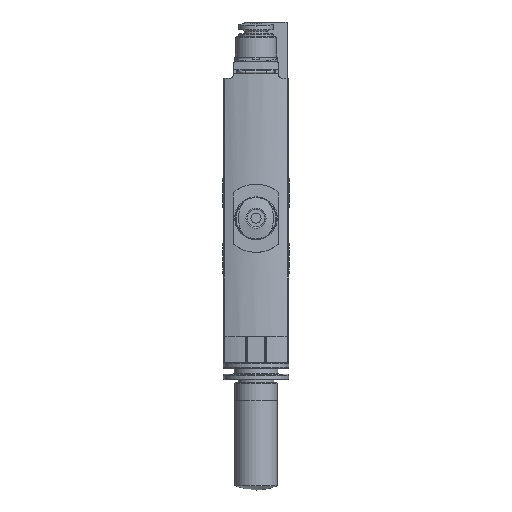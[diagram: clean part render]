
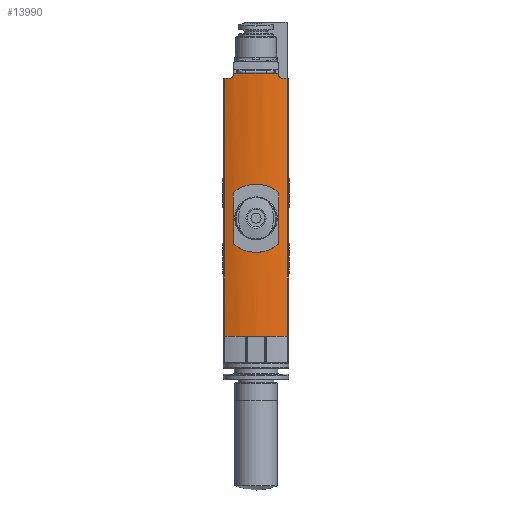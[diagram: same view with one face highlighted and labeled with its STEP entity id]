
A CAD part, front view. The second image highlights one B-rep face of the part: STEP entity #13990.
In plain terms, the highlighted cylindrical face has radius 21 mm (diameter 42 mm), a partial arc.
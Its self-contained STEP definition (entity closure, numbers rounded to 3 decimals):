
#157=B_SPLINE_CURVE_WITH_KNOTS('',3,(#19394,#19395,#19396,#19397,#19398,
#19399,#19400),.UNSPECIFIED.,.F.,.F.,(4,1,1,1,4),(0.,0.003,
0.006,0.008,0.011),
 .UNSPECIFIED.);
#158=B_SPLINE_CURVE_WITH_KNOTS('',3,(#19403,#19404,#19405,#19406),
 .UNSPECIFIED.,.F.,.F.,(4,4),(0.,0.),
 .UNSPECIFIED.);
#159=B_SPLINE_CURVE_WITH_KNOTS('',3,(#19410,#19411,#19412,#19413),
 .UNSPECIFIED.,.F.,.F.,(4,4),(0.,0.),.UNSPECIFIED.);
#160=B_SPLINE_CURVE_WITH_KNOTS('',3,(#19415,#19416,#19417,#19418,#19419,
#19420,#19421),.UNSPECIFIED.,.F.,.F.,(4,1,1,1,4),(0.,0.003,
0.006,0.008,0.011),
 .UNSPECIFIED.);
#161=B_SPLINE_CURVE_WITH_KNOTS('',3,(#19423,#19424,#19425,#19426),
 .UNSPECIFIED.,.F.,.F.,(4,4),(0.,0.),.UNSPECIFIED.);
#162=B_SPLINE_CURVE_WITH_KNOTS('',3,(#19430,#19431,#19432,#19433),
 .UNSPECIFIED.,.F.,.F.,(4,4),(0.,0.),.UNSPECIFIED.);
#163=B_SPLINE_CURVE_WITH_KNOTS('',3,(#19437,#19438,#19439,#19440,#19441),
 .UNSPECIFIED.,.F.,.F.,(4,1,4),(0.,0.001,
0.002),.UNSPECIFIED.);
#164=B_SPLINE_CURVE_WITH_KNOTS('',3,(#19453,#19454,#19455,#19456,#19457),
 .UNSPECIFIED.,.F.,.F.,(4,1,4),(0.,0.001,0.002),
 .UNSPECIFIED.);
#214=CYLINDRICAL_SURFACE('',#14698,21.);
#606=LINE('',#19408,#1538);
#607=LINE('',#19428,#1539);
#608=LINE('',#19445,#1540);
#609=LINE('',#19449,#1541);
#1538=VECTOR('',#16087,1000.);
#1539=VECTOR('',#16088,1000.);
#1540=VECTOR('',#16093,1000.);
#1541=VECTOR('',#16096,1000.);
#2525=ORIENTED_EDGE('',*,*,#5425,.T.);
#2526=ORIENTED_EDGE('',*,*,#5426,.T.);
#2527=ORIENTED_EDGE('',*,*,#5427,.T.);
#2528=ORIENTED_EDGE('',*,*,#5428,.T.);
#2529=ORIENTED_EDGE('',*,*,#5429,.T.);
#2530=ORIENTED_EDGE('',*,*,#5430,.T.);
#2531=ORIENTED_EDGE('',*,*,#5431,.T.);
#2532=ORIENTED_EDGE('',*,*,#5432,.T.);
#2533=ORIENTED_EDGE('',*,*,#5433,.F.);
#2534=ORIENTED_EDGE('',*,*,#5434,.F.);
#2535=ORIENTED_EDGE('',*,*,#5435,.F.);
#2536=ORIENTED_EDGE('',*,*,#5436,.T.);
#2537=ORIENTED_EDGE('',*,*,#5437,.T.);
#2538=ORIENTED_EDGE('',*,*,#5438,.F.);
#2539=ORIENTED_EDGE('',*,*,#5439,.F.);
#2540=ORIENTED_EDGE('',*,*,#5440,.F.);
#5425=EDGE_CURVE('',#6869,#6870,#157,.T.);
#5426=EDGE_CURVE('',#6870,#6871,#158,.T.);
#5427=EDGE_CURVE('',#6871,#6872,#606,.F.);
#5428=EDGE_CURVE('',#6872,#6873,#159,.T.);
#5429=EDGE_CURVE('',#6873,#6874,#160,.T.);
#5430=EDGE_CURVE('',#6874,#6875,#161,.T.);
#5431=EDGE_CURVE('',#6875,#6876,#607,.T.);
#5432=EDGE_CURVE('',#6876,#6869,#162,.T.);
#5433=EDGE_CURVE('',#6877,#6878,#7716,.T.);
#5434=EDGE_CURVE('',#6879,#6877,#163,.T.);
#5435=EDGE_CURVE('',#6880,#6879,#7717,.T.);
#5436=EDGE_CURVE('',#6880,#6881,#608,.T.);
#5437=EDGE_CURVE('',#6881,#6882,#7718,.T.);
#5438=EDGE_CURVE('',#6883,#6882,#609,.T.);
#5439=EDGE_CURVE('',#6884,#6883,#7719,.T.);
#5440=EDGE_CURVE('',#6878,#6884,#164,.T.);
#6869=VERTEX_POINT('',#19401);
#6870=VERTEX_POINT('',#19402);
#6871=VERTEX_POINT('',#19407);
#6872=VERTEX_POINT('',#19409);
#6873=VERTEX_POINT('',#19414);
#6874=VERTEX_POINT('',#19422);
#6875=VERTEX_POINT('',#19427);
#6876=VERTEX_POINT('',#19429);
#6877=VERTEX_POINT('',#19435);
#6878=VERTEX_POINT('',#19436);
#6879=VERTEX_POINT('',#19442);
#6880=VERTEX_POINT('',#19444);
#6881=VERTEX_POINT('',#19446);
#6882=VERTEX_POINT('',#19448);
#6883=VERTEX_POINT('',#19450);
#6884=VERTEX_POINT('',#19452);
#7716=CIRCLE('',#14699,21.);
#7717=CIRCLE('',#14700,21.);
#7718=CIRCLE('',#14701,21.);
#7719=CIRCLE('',#14702,21.);
#8188=EDGE_LOOP('',(#2525,#2526,#2527,#2528,#2529,#2530,#2531,#2532));
#8189=EDGE_LOOP('',(#2533,#2534,#2535,#2536,#2537,#2538,#2539,#2540));
#9042=FACE_BOUND('',#8188,.T.);
#9043=FACE_BOUND('',#8189,.T.);
#13990=ADVANCED_FACE('',(#9042,#9043),#214,.T.);
#14698=AXIS2_PLACEMENT_3D('',#19393,#16085,#16086);
#14699=AXIS2_PLACEMENT_3D('',#19434,#16089,#16090);
#14700=AXIS2_PLACEMENT_3D('',#19443,#16091,#16092);
#14701=AXIS2_PLACEMENT_3D('',#19447,#16094,#16095);
#14702=AXIS2_PLACEMENT_3D('',#19451,#16097,#16098);
#16085=DIRECTION('',(0.,0.,-1.));
#16086=DIRECTION('',(-1.,0.,0.));
#16087=DIRECTION('',(0.,0.,-1.));
#16088=DIRECTION('',(0.,0.,-1.));
#16089=DIRECTION('',(0.,0.,1.));
#16090=DIRECTION('',(1.,0.,0.));
#16091=DIRECTION('',(0.,0.,1.));
#16092=DIRECTION('',(1.,0.,0.));
#16093=DIRECTION('',(0.,0.,-1.));
#16094=DIRECTION('',(0.,0.,1.));
#16095=DIRECTION('',(1.,0.,0.));
#16096=DIRECTION('',(0.,0.,-1.));
#16097=DIRECTION('',(0.,0.,1.));
#16098=DIRECTION('',(1.,0.,0.));
#19393=CARTESIAN_POINT('',(0.,25.915,35.8));
#19394=CARTESIAN_POINT('',(5.075,5.538,-5.923));
#19395=CARTESIAN_POINT('',(4.377,5.364,-6.521));
#19396=CARTESIAN_POINT('',(2.786,5.044,-7.46));
#19397=CARTESIAN_POINT('',(0.004,4.851,-7.969));
#19398=CARTESIAN_POINT('',(-2.779,5.043,-7.464));
#19399=CARTESIAN_POINT('',(-4.377,5.364,-6.521));
#19400=CARTESIAN_POINT('',(-5.075,5.538,-5.923));
#19401=CARTESIAN_POINT('',(5.075,5.538,-5.923));
#19402=CARTESIAN_POINT('',(-5.075,5.538,-5.923));
#19403=CARTESIAN_POINT('',(-5.075,5.538,-5.923));
#19404=CARTESIAN_POINT('',(-5.184,5.565,-5.83));
#19405=CARTESIAN_POINT('',(-5.25,5.582,-5.689));
#19406=CARTESIAN_POINT('',(-5.25,5.582,-5.543));
#19407=CARTESIAN_POINT('',(-5.25,5.582,-5.543));
#19408=CARTESIAN_POINT('',(-5.25,5.582,35.8));
#19409=CARTESIAN_POINT('',(-5.25,5.582,5.543));
#19410=CARTESIAN_POINT('',(-5.25,5.582,5.543));
#19411=CARTESIAN_POINT('',(-5.25,5.582,5.689));
#19412=CARTESIAN_POINT('',(-5.184,5.565,5.83));
#19413=CARTESIAN_POINT('',(-5.075,5.538,5.923));
#19414=CARTESIAN_POINT('',(-5.075,5.538,5.923));
#19415=CARTESIAN_POINT('',(-5.075,5.538,5.923));
#19416=CARTESIAN_POINT('',(-4.377,5.364,6.521));
#19417=CARTESIAN_POINT('',(-2.786,5.044,7.46));
#19418=CARTESIAN_POINT('',(-0.004,4.851,7.969));
#19419=CARTESIAN_POINT('',(2.779,5.043,7.464));
#19420=CARTESIAN_POINT('',(4.377,5.364,6.521));
#19421=CARTESIAN_POINT('',(5.075,5.538,5.923));
#19422=CARTESIAN_POINT('',(5.075,5.538,5.923));
#19423=CARTESIAN_POINT('',(5.075,5.538,5.923));
#19424=CARTESIAN_POINT('',(5.184,5.565,5.83));
#19425=CARTESIAN_POINT('',(5.25,5.582,5.689));
#19426=CARTESIAN_POINT('',(5.25,5.582,5.543));
#19427=CARTESIAN_POINT('',(5.25,5.582,5.543));
#19428=CARTESIAN_POINT('',(5.25,5.582,35.8));
#19429=CARTESIAN_POINT('',(5.25,5.582,-5.543));
#19430=CARTESIAN_POINT('',(5.25,5.582,-5.543));
#19431=CARTESIAN_POINT('',(5.25,5.582,-5.689));
#19432=CARTESIAN_POINT('',(5.184,5.565,-5.83));
#19433=CARTESIAN_POINT('',(5.075,5.538,-5.923));
#19434=CARTESIAN_POINT('',(0.,25.915,33.));
#19435=CARTESIAN_POINT('',(-5.1,5.544,33.));
#19436=CARTESIAN_POINT('',(5.1,5.544,33.));
#19437=CARTESIAN_POINT('',(-6.1,5.82,32.));
#19438=CARTESIAN_POINT('',(-5.842,5.742,32.));
#19439=CARTESIAN_POINT('',(-5.33,5.6,32.205));
#19440=CARTESIAN_POINT('',(-5.1,5.544,32.731));
#19441=CARTESIAN_POINT('',(-5.1,5.544,33.));
#19442=CARTESIAN_POINT('',(-6.1,5.82,32.));
#19443=CARTESIAN_POINT('',(0.,25.915,32.));
#19444=CARTESIAN_POINT('',(-7.171,6.177,32.));
#19445=CARTESIAN_POINT('',(-7.171,6.177,35.8));
#19446=CARTESIAN_POINT('',(-7.171,6.177,-27.));
#19447=CARTESIAN_POINT('',(0.,25.915,-27.));
#19448=CARTESIAN_POINT('',(7.171,6.177,-27.));
#19449=CARTESIAN_POINT('',(7.171,6.177,35.8));
#19450=CARTESIAN_POINT('',(7.171,6.177,32.));
#19451=CARTESIAN_POINT('',(0.,25.915,32.));
#19452=CARTESIAN_POINT('',(6.1,5.82,32.));
#19453=CARTESIAN_POINT('',(5.1,5.544,33.));
#19454=CARTESIAN_POINT('',(5.1,5.544,32.731));
#19455=CARTESIAN_POINT('',(5.329,5.599,32.206));
#19456=CARTESIAN_POINT('',(5.843,5.742,32.));
#19457=CARTESIAN_POINT('',(6.1,5.82,32.));
